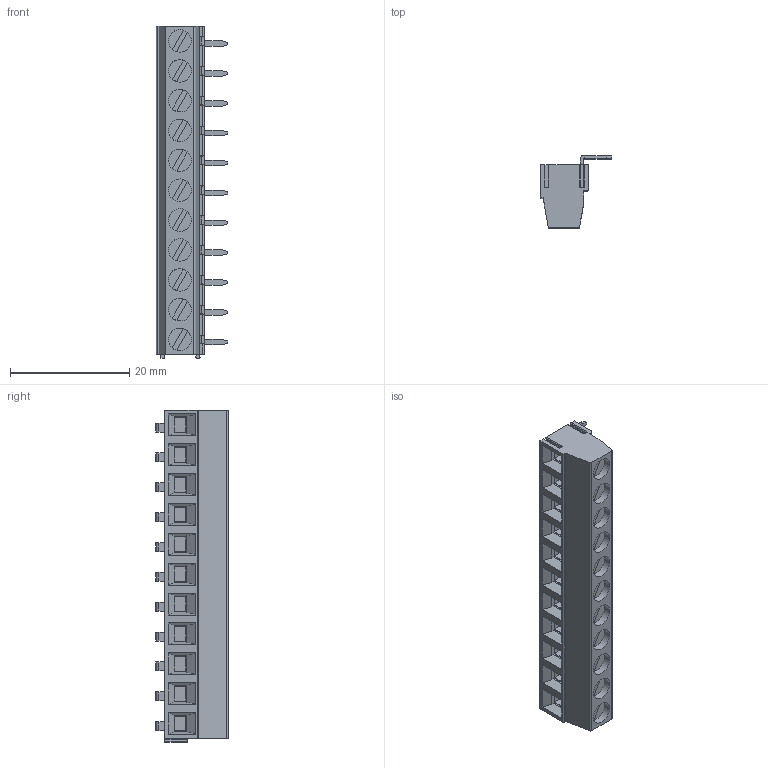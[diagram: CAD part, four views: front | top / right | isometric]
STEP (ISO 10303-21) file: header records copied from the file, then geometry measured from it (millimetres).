
FILE_DESCRIPTION( ( 'STEP AP203' ), '1' );
FILE_NAME( 'MV1511-5-H.stp', ' ', ( ' ' ), ( ' ' ), 'PSStep 15.0.49', 'VISI 20.0', ' ' );
FILE_SCHEMA( ( 'AUTOMOTIVE_DESIGN { 1 0 10303 214 1 1 1 1 }' ) );
Length unit declared in the file: millimetre
Products named in the file (1): 1
Bounding box: 12.05 x 12.1 x 55.6 mm (x, y, z)
Volume: 3450.3 mm3; surface area: 3283.2 mm2
Topology: 1 solids, 1 shells, 531 faces, 1492 edges, 996 vertices
Faces by surface type: plane 478, cylinder 53
Full cylindrical faces by diameter (mm): 3.8 x11
Entity records: 21030 total; most frequent: CARTESIAN_POINT 3075, ORIENTED_EDGE 2940, DIRECTION 2629, EDGE_CURVE 1470, LINE 1331, VECTOR 1331, VERTEX_POINT 985, AXIS2_PLACEMENT_3D 649
